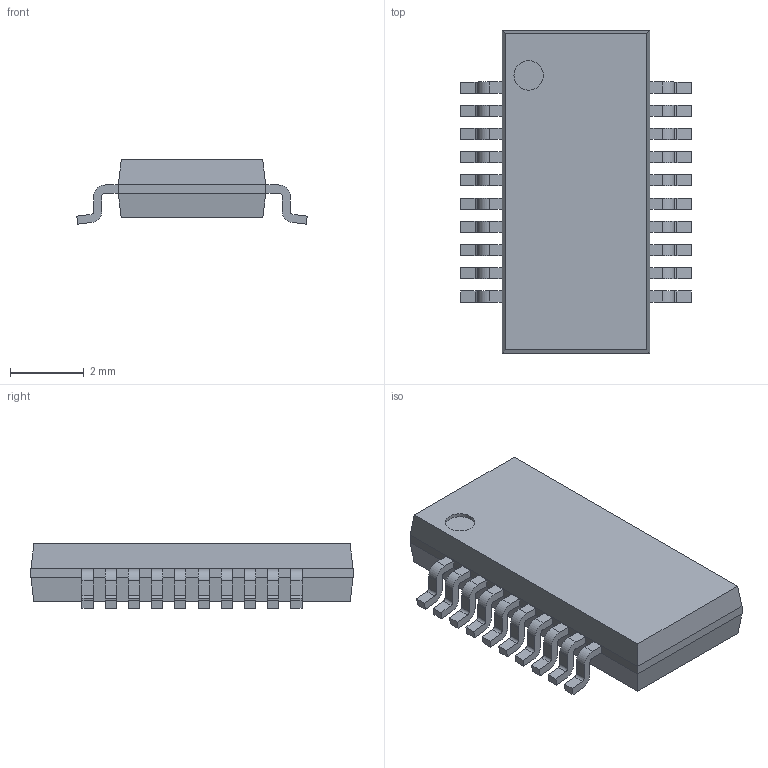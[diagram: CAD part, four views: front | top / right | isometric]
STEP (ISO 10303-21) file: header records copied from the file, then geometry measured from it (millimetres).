
FILE_DESCRIPTION((''),'2;1');
FILE_NAME('SOP63P600X175-20AN.stp','2012-12-11T16:19:51',(''),(''),'Mechanical Desktop 2011','Mechanical Desktop 2011',', , ');
FILE_SCHEMA(('AUTOMOTIVE_DESIGN { 1 2 10303 214 1 1 1 1 }'));
Length unit declared in the file: millimetre
Products named in the file (1): Product
Bounding box: 6.25 x 8.74 x 1.75 mm (x, y, z)
Volume: 55.8 mm3; surface area: 144.8 mm2
Topology: 21 solids, 21 shells, 297 faces, 754 edges, 500 vertices
Faces by surface type: bspline 140, plane 115, cylinder 42
Entity records: 9460 total; most frequent: CARTESIAN_POINT 2532, ORIENTED_EDGE 1508, DIRECTION 1234, EDGE_CURVE 754, VECTOR 590, LINE 590, VERTEX_POINT 500, AXIS2_PLACEMENT_3D 322
